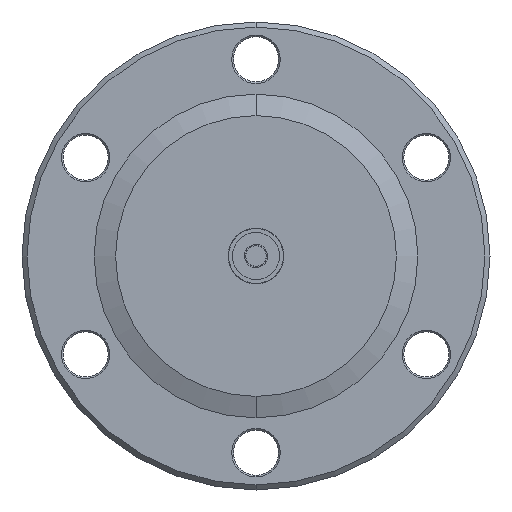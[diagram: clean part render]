
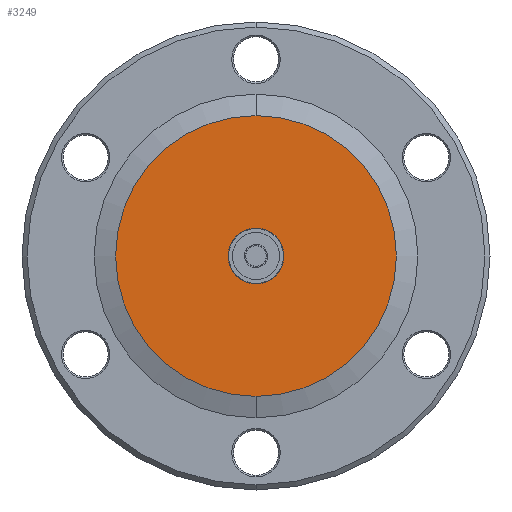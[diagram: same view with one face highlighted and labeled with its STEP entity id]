
A CAD part, front view. The second image highlights one B-rep face of the part: STEP entity #3249.
In plain terms, the highlighted planar face has unit normal (0, -1, 0).
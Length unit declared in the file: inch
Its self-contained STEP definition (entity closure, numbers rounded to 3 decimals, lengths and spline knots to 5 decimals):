
#416 = CARTESIAN_POINT ( 'NONE',  ( 0., -0.449, 0.164 ) ) ;
#427 = CARTESIAN_POINT ( 'NONE',  ( 0., -0.449, -0.164 ) ) ;
#461 = CARTESIAN_POINT ( 'NONE',  ( 0., -0.449, 0.825 ) ) ;
#463 = CARTESIAN_POINT ( 'NONE',  ( 0., -0.449, -0.825 ) ) ;
#569 = CIRCLE ( 'NONE', #3279, 0.164 ) ;
#1305 = CARTESIAN_POINT ( 'NONE',  ( 0.825, -0.449, 0. ) ) ;
#1307 = PLANE ( 'NONE',  #4933 ) ;
#1396 = EDGE_CURVE ( 'NONE', #3383, #3410, #569, .T. ) ;
#2631 = CARTESIAN_POINT ( 'NONE',  ( 0., -0.449, 0. ) ) ;
#2679 = DIRECTION ( 'NONE',  ( 0., -1., 0. ) ) ;
#2680 = DIRECTION ( 'NONE',  ( 0., 0., -1. ) ) ;
#3249 = ADVANCED_FACE ( 'NONE', ( #4183, #4189 ), #1307, .T. ) ;
#3279 = AXIS2_PLACEMENT_3D ( 'NONE', #2631, #2679, #2680 ) ;
#3356 = VERTEX_POINT ( 'NONE', #461 ) ;
#3357 = VERTEX_POINT ( 'NONE', #463 ) ;
#3383 = VERTEX_POINT ( 'NONE', #416 ) ;
#3410 = VERTEX_POINT ( 'NONE', #427 ) ;
#3842 = DIRECTION ( 'NONE',  ( 0., 0., -1. ) ) ;
#3843 = CARTESIAN_POINT ( 'NONE',  ( 0., -0.449, 0. ) ) ;
#3953 = DIRECTION ( 'NONE',  ( 0., -1., 0. ) ) ;
#4093 = EDGE_LOOP ( 'NONE', ( #4699, #4694 ) ) ;
#4101 = EDGE_LOOP ( 'NONE', ( #4698, #4697 ) ) ;
#4183 = FACE_OUTER_BOUND ( 'NONE', #4093, .T. ) ;
#4189 = FACE_BOUND ( 'NONE', #4101, .T. ) ;
#4206 = CIRCLE ( 'NONE', #4946, 0.164 ) ;
#4359 = CIRCLE ( 'NONE', #5010, 0.825 ) ;
#4364 = CIRCLE ( 'NONE', #5012, 0.825 ) ;
#4556 = DIRECTION ( 'NONE',  ( 0., 0., -1. ) ) ;
#4557 = DIRECTION ( 'NONE',  ( 0., -1., 0. ) ) ;
#4694 = ORIENTED_EDGE ( 'NONE', *, *, #5246, .T. ) ;
#4697 = ORIENTED_EDGE ( 'NONE', *, *, #1396, .F. ) ;
#4698 = ORIENTED_EDGE ( 'NONE', *, *, #5133, .F. ) ;
#4699 = ORIENTED_EDGE ( 'NONE', *, *, #5242, .T. ) ;
#4933 = AXIS2_PLACEMENT_3D ( 'NONE', #1305, #4557, #4556 ) ;
#4946 = AXIS2_PLACEMENT_3D ( 'NONE', #3843, #3953, #3842 ) ;
#5010 = AXIS2_PLACEMENT_3D ( 'NONE', #5751, #5627, #5625 ) ;
#5012 = AXIS2_PLACEMENT_3D ( 'NONE', #5629, #5730, #5641 ) ;
#5133 = EDGE_CURVE ( 'NONE', #3410, #3383, #4206, .T. ) ;
#5242 = EDGE_CURVE ( 'NONE', #3357, #3356, #4359, .T. ) ;
#5246 = EDGE_CURVE ( 'NONE', #3356, #3357, #4364, .T. ) ;
#5625 = DIRECTION ( 'NONE',  ( 0., 0., -1. ) ) ;
#5627 = DIRECTION ( 'NONE',  ( 0., -1., 0. ) ) ;
#5629 = CARTESIAN_POINT ( 'NONE',  ( 0., -0.449, 0. ) ) ;
#5641 = DIRECTION ( 'NONE',  ( 0., 0., -1. ) ) ;
#5730 = DIRECTION ( 'NONE',  ( 0., -1., 0. ) ) ;
#5751 = CARTESIAN_POINT ( 'NONE',  ( 0., -0.449, 0. ) ) ;
